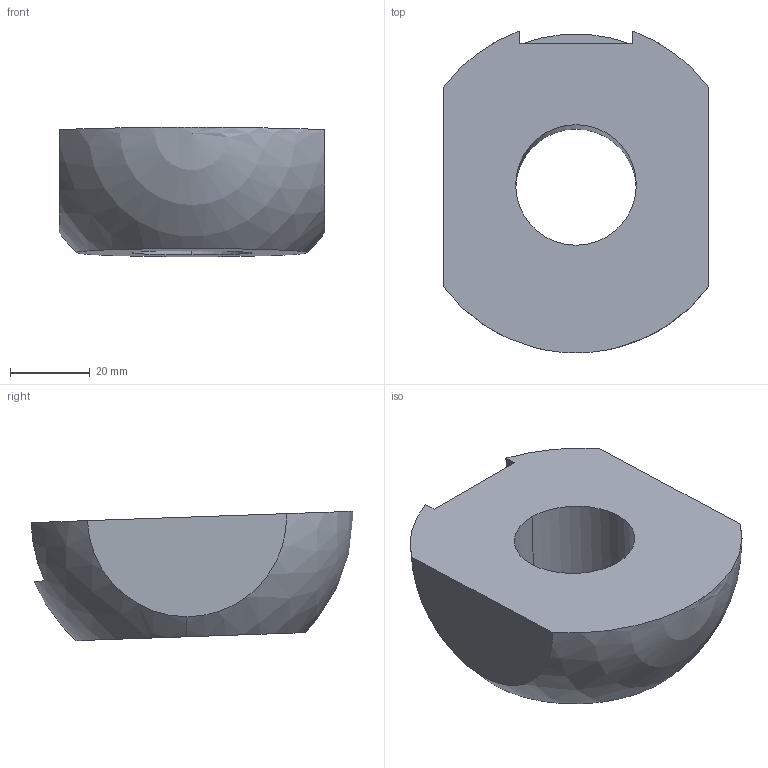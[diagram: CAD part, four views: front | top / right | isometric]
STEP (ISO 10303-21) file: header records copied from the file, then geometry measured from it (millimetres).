
FILE_DESCRIPTION (( 'STEP AP214' ), '1' );
FILE_NAME ('Front.STEP', '2025-05-27T21:53:08', ( '' ), ( '' ), 'SwSTEP 2.0', 'SolidWorks 2023', '' );
FILE_SCHEMA (( 'AUTOMOTIVE_DESIGN' ));
Length unit declared in the file: metre
Products named in the file (1): Front
Bounding box: 66.67 x 80.79 x 32.45 mm (x, y, z)
Volume: 103654.2 mm3; surface area: 16527.6 mm2
Topology: 1 solids, 1 shells, 12 faces, 33 edges, 22 vertices
Faces by surface type: plane 8, cylinder 2, sphere 2
Entity records: 399 total; most frequent: DIRECTION 74, CARTESIAN_POINT 63, ORIENTED_EDGE 60, AXIS2_PLACEMENT_3D 31, EDGE_CURVE 30, VERTEX_POINT 20, CIRCLE 18, EDGE_LOOP 14
